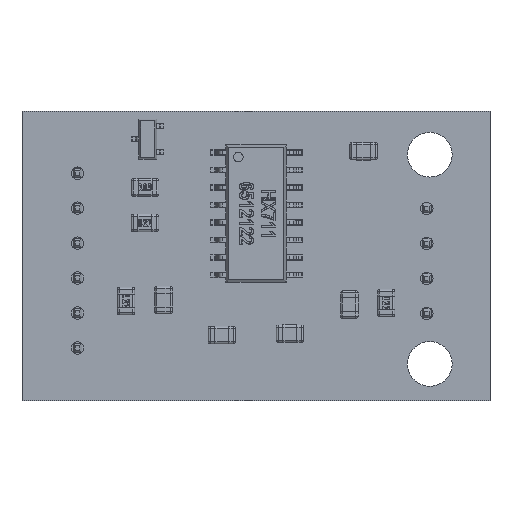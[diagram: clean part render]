
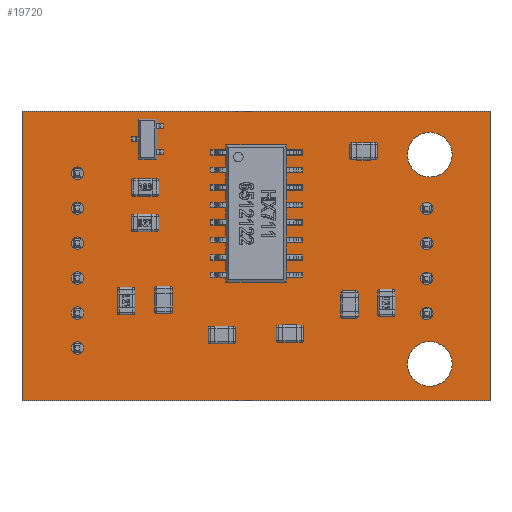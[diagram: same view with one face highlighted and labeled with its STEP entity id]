
A CAD part, top view. The second image highlights one B-rep face of the part: STEP entity #19720.
In plain terms, the highlighted planar face has unit normal (0, 0, 1).
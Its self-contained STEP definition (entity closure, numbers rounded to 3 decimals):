
#1822=FACE_BOUND('',#3496,.T.);
#1823=FACE_BOUND('',#3497,.T.);
#1824=FACE_BOUND('',#3498,.T.);
#1825=FACE_BOUND('',#3499,.T.);
#1826=FACE_BOUND('',#3500,.T.);
#1827=FACE_BOUND('',#3501,.T.);
#1828=FACE_BOUND('',#3502,.T.);
#1829=FACE_BOUND('',#3503,.T.);
#1830=FACE_BOUND('',#3504,.T.);
#1831=FACE_BOUND('',#3505,.T.);
#1832=FACE_BOUND('',#3506,.T.);
#1833=FACE_BOUND('',#3507,.T.);
#1901=CIRCLE('',#21296,1.625);
#1902=CIRCLE('',#21297,1.625);
#1903=CIRCLE('',#21298,0.45);
#1904=CIRCLE('',#21299,0.45);
#1905=CIRCLE('',#21300,0.45);
#1906=CIRCLE('',#21301,0.45);
#1907=CIRCLE('',#21302,0.45);
#1908=CIRCLE('',#21303,0.45);
#1909=CIRCLE('',#21304,0.45);
#1910=CIRCLE('',#21305,0.45);
#1911=CIRCLE('',#21306,0.45);
#1912=CIRCLE('',#21307,0.45);
#2295=FACE_OUTER_BOUND('',#3495,.T.);
#3495=EDGE_LOOP('',(#13336,#13337,#13338,#13339));
#3496=EDGE_LOOP('',(#13340));
#3497=EDGE_LOOP('',(#13341));
#3498=EDGE_LOOP('',(#13342));
#3499=EDGE_LOOP('',(#13343));
#3500=EDGE_LOOP('',(#13344));
#3501=EDGE_LOOP('',(#13345));
#3502=EDGE_LOOP('',(#13346));
#3503=EDGE_LOOP('',(#13347));
#3504=EDGE_LOOP('',(#13348));
#3505=EDGE_LOOP('',(#13349));
#3506=EDGE_LOOP('',(#13350));
#3507=EDGE_LOOP('',(#13351));
#4745=LINE('',#28055,#6674);
#4749=LINE('',#28063,#6678);
#4752=LINE('',#28069,#6681);
#4755=LINE('',#28074,#6684);
#6674=VECTOR('',#22897,21.);
#6678=VECTOR('',#22903,34.);
#6681=VECTOR('',#22908,21.);
#6684=VECTOR('',#22913,34.);
#8603=VERTEX_POINT('',#28053);
#8604=VERTEX_POINT('',#28054);
#8607=VERTEX_POINT('',#28062);
#8609=VERTEX_POINT('',#28068);
#8623=VERTEX_POINT('',#28102);
#8624=VERTEX_POINT('',#28104);
#8625=VERTEX_POINT('',#28106);
#8626=VERTEX_POINT('',#28108);
#8627=VERTEX_POINT('',#28110);
#8628=VERTEX_POINT('',#28112);
#8629=VERTEX_POINT('',#28114);
#8630=VERTEX_POINT('',#28116);
#8631=VERTEX_POINT('',#28118);
#8632=VERTEX_POINT('',#28120);
#8633=VERTEX_POINT('',#28122);
#8634=VERTEX_POINT('',#28124);
#10410=EDGE_CURVE('',#8603,#8604,#4745,.T.);
#10414=EDGE_CURVE('',#8607,#8603,#4749,.T.);
#10417=EDGE_CURVE('',#8609,#8607,#4752,.T.);
#10420=EDGE_CURVE('',#8604,#8609,#4755,.T.);
#10434=EDGE_CURVE('',#8623,#8623,#1901,.T.);
#10435=EDGE_CURVE('',#8624,#8624,#1902,.T.);
#10436=EDGE_CURVE('',#8625,#8625,#1903,.T.);
#10437=EDGE_CURVE('',#8626,#8626,#1904,.T.);
#10438=EDGE_CURVE('',#8627,#8627,#1905,.T.);
#10439=EDGE_CURVE('',#8628,#8628,#1906,.T.);
#10440=EDGE_CURVE('',#8629,#8629,#1907,.T.);
#10441=EDGE_CURVE('',#8630,#8630,#1908,.T.);
#10442=EDGE_CURVE('',#8631,#8631,#1909,.T.);
#10443=EDGE_CURVE('',#8632,#8632,#1910,.T.);
#10444=EDGE_CURVE('',#8633,#8633,#1911,.T.);
#10445=EDGE_CURVE('',#8634,#8634,#1912,.T.);
#13336=ORIENTED_EDGE('',*,*,#10410,.T.);
#13337=ORIENTED_EDGE('',*,*,#10420,.T.);
#13338=ORIENTED_EDGE('',*,*,#10417,.T.);
#13339=ORIENTED_EDGE('',*,*,#10414,.T.);
#13340=ORIENTED_EDGE('',*,*,#10434,.F.);
#13341=ORIENTED_EDGE('',*,*,#10435,.F.);
#13342=ORIENTED_EDGE('',*,*,#10436,.F.);
#13343=ORIENTED_EDGE('',*,*,#10437,.F.);
#13344=ORIENTED_EDGE('',*,*,#10438,.F.);
#13345=ORIENTED_EDGE('',*,*,#10439,.F.);
#13346=ORIENTED_EDGE('',*,*,#10440,.F.);
#13347=ORIENTED_EDGE('',*,*,#10441,.F.);
#13348=ORIENTED_EDGE('',*,*,#10442,.F.);
#13349=ORIENTED_EDGE('',*,*,#10443,.F.);
#13350=ORIENTED_EDGE('',*,*,#10444,.F.);
#13351=ORIENTED_EDGE('',*,*,#10445,.F.);
#19097=PLANE('',#21295);
#19720=ADVANCED_FACE('',(#2295,#1822,#1823,#1824,#1825,#1826,#1827,#1828,
#1829,#1830,#1831,#1832,#1833),#19097,.T.);
#21295=AXIS2_PLACEMENT_3D('',#28101,#22941,#22942);
#21296=AXIS2_PLACEMENT_3D('',#28103,#22943,#22944);
#21297=AXIS2_PLACEMENT_3D('',#28105,#22945,#22946);
#21298=AXIS2_PLACEMENT_3D('',#28107,#22947,#22948);
#21299=AXIS2_PLACEMENT_3D('',#28109,#22949,#22950);
#21300=AXIS2_PLACEMENT_3D('',#28111,#22951,#22952);
#21301=AXIS2_PLACEMENT_3D('',#28113,#22953,#22954);
#21302=AXIS2_PLACEMENT_3D('',#28115,#22955,#22956);
#21303=AXIS2_PLACEMENT_3D('',#28117,#22957,#22958);
#21304=AXIS2_PLACEMENT_3D('',#28119,#22959,#22960);
#21305=AXIS2_PLACEMENT_3D('',#28121,#22961,#22962);
#21306=AXIS2_PLACEMENT_3D('',#28123,#22963,#22964);
#21307=AXIS2_PLACEMENT_3D('',#28125,#22965,#22966);
#22897=DIRECTION('',(0.,-1.,0.));
#22903=DIRECTION('',(-1.,0.,0.));
#22908=DIRECTION('',(0.,1.,0.));
#22913=DIRECTION('',(1.,0.,0.));
#22941=DIRECTION('center_axis',(0.,0.,1.));
#22942=DIRECTION('ref_axis',(1.,0.,0.));
#22943=DIRECTION('center_axis',(0.,0.,1.));
#22944=DIRECTION('ref_axis',(1.,0.,0.));
#22945=DIRECTION('center_axis',(0.,0.,1.));
#22946=DIRECTION('ref_axis',(1.,0.,0.));
#22947=DIRECTION('center_axis',(0.,0.,1.));
#22948=DIRECTION('ref_axis',(-1.,0.,0.));
#22949=DIRECTION('center_axis',(0.,0.,1.));
#22950=DIRECTION('ref_axis',(-1.,0.,0.));
#22951=DIRECTION('center_axis',(0.,0.,1.));
#22952=DIRECTION('ref_axis',(-1.,0.,0.));
#22953=DIRECTION('center_axis',(0.,0.,1.));
#22954=DIRECTION('ref_axis',(-1.,0.,0.));
#22955=DIRECTION('center_axis',(0.,0.,1.));
#22956=DIRECTION('ref_axis',(-1.,0.,0.));
#22957=DIRECTION('center_axis',(0.,0.,1.));
#22958=DIRECTION('ref_axis',(-1.,0.,0.));
#22959=DIRECTION('center_axis',(0.,0.,1.));
#22960=DIRECTION('ref_axis',(-1.,0.,0.));
#22961=DIRECTION('center_axis',(0.,0.,1.));
#22962=DIRECTION('ref_axis',(-1.,0.,0.));
#22963=DIRECTION('center_axis',(0.,0.,1.));
#22964=DIRECTION('ref_axis',(-1.,0.,0.));
#22965=DIRECTION('center_axis',(0.,0.,1.));
#22966=DIRECTION('ref_axis',(-1.,0.,0.));
#28053=CARTESIAN_POINT('',(0.,21.,0.411));
#28054=CARTESIAN_POINT('',(0.,0.,0.411));
#28055=CARTESIAN_POINT('',(0.,21.,0.411));
#28062=CARTESIAN_POINT('',(34.,21.,0.411));
#28063=CARTESIAN_POINT('',(34.,21.,0.411));
#28068=CARTESIAN_POINT('',(34.,0.,0.411));
#28069=CARTESIAN_POINT('',(34.,0.,0.411));
#28074=CARTESIAN_POINT('',(0.,0.,0.411));
#28101=CARTESIAN_POINT('Origin',(0.,0.,0.411));
#28102=CARTESIAN_POINT('',(28.,2.658,0.411));
#28103=CARTESIAN_POINT('Origin',(29.625,2.658,0.411));
#28104=CARTESIAN_POINT('',(28.,17.858,0.411));
#28105=CARTESIAN_POINT('Origin',(29.625,17.858,0.411));
#28106=CARTESIAN_POINT('',(3.581,8.895,0.411));
#28107=CARTESIAN_POINT('Origin',(4.031,8.895,0.411));
#28108=CARTESIAN_POINT('',(3.581,6.355,0.411));
#28109=CARTESIAN_POINT('Origin',(4.031,6.355,0.411));
#28110=CARTESIAN_POINT('',(3.581,16.515,0.411));
#28111=CARTESIAN_POINT('Origin',(4.031,16.515,0.411));
#28112=CARTESIAN_POINT('',(3.581,11.435,0.411));
#28113=CARTESIAN_POINT('Origin',(4.031,11.435,0.411));
#28114=CARTESIAN_POINT('',(3.581,13.975,0.411));
#28115=CARTESIAN_POINT('Origin',(4.031,13.975,0.411));
#28116=CARTESIAN_POINT('',(3.581,3.815,0.411));
#28117=CARTESIAN_POINT('Origin',(4.031,3.815,0.411));
#28118=CARTESIAN_POINT('',(28.96,6.332,0.411));
#28119=CARTESIAN_POINT('Origin',(29.41,6.332,0.411));
#28120=CARTESIAN_POINT('',(28.96,13.952,0.411));
#28121=CARTESIAN_POINT('Origin',(29.41,13.952,0.411));
#28122=CARTESIAN_POINT('',(28.96,8.872,0.411));
#28123=CARTESIAN_POINT('Origin',(29.41,8.872,0.411));
#28124=CARTESIAN_POINT('',(28.96,11.412,0.411));
#28125=CARTESIAN_POINT('Origin',(29.41,11.412,0.411));
